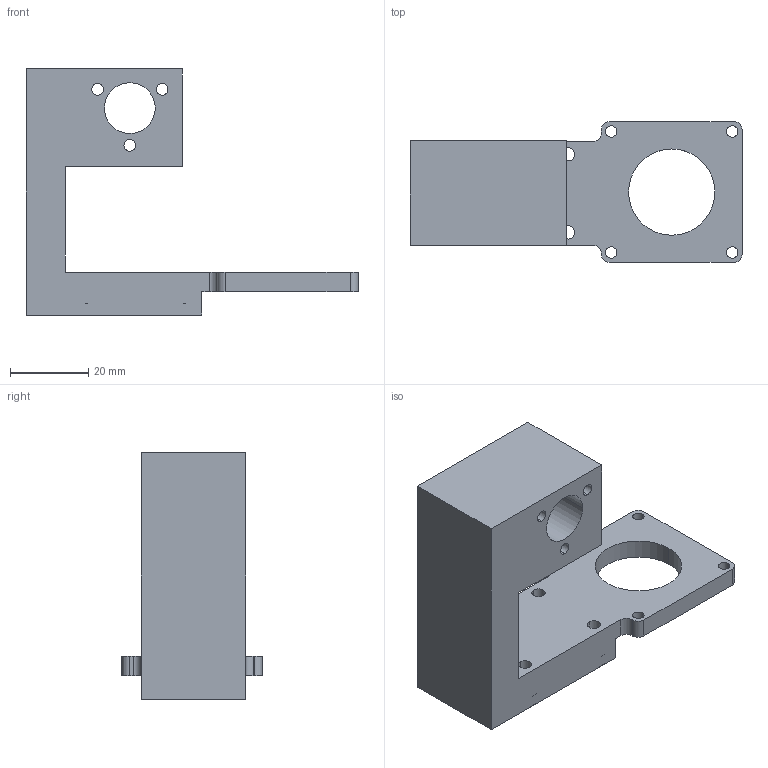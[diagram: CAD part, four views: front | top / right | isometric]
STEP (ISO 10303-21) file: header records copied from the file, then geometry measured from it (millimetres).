
FILE_DESCRIPTION (( 'STEP AP203' ), '1' );
FILE_NAME ('13-018314.step', '2022-01-07T14:39:40', ( '' ), ( '' ), 'SwSTEP 2.0', 'SolidWorks 2021', '' );
FILE_SCHEMA (( 'CONFIG_CONTROL_DESIGN' ));
Length unit declared in the file: millimetre
Products named in the file (1): 13-018314
Bounding box: 85 x 36 x 63 mm (x, y, z)
Volume: 47282 mm3; surface area: 15929.6 mm2
Topology: 1 solids, 1 shells, 60 faces, 162 edges, 108 vertices
Faces by surface type: cylinder 40, plane 20
Entity records: 2055 total; most frequent: DIRECTION 364, CARTESIAN_POINT 331, ORIENTED_EDGE 324, EDGE_CURVE 162, AXIS2_PLACEMENT_3D 141, VERTEX_POINT 108, EDGE_LOOP 90, LINE 82
